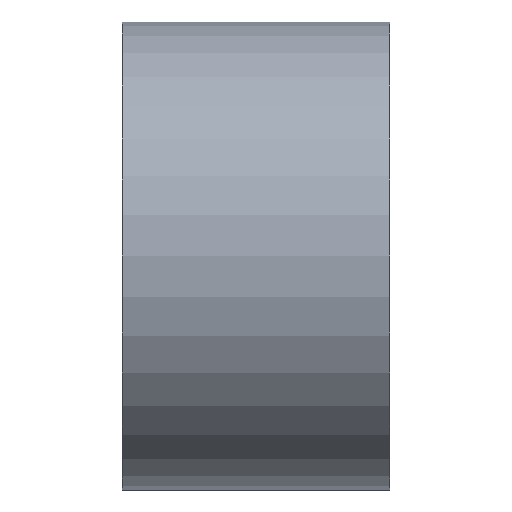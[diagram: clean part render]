
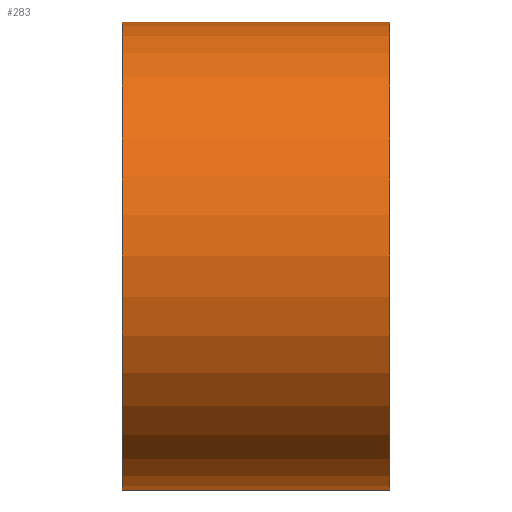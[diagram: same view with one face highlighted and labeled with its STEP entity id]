
A CAD part, front view. The second image highlights one B-rep face of the part: STEP entity #283.
In plain terms, the highlighted cylindrical face has radius 17.5 mm (diameter 35 mm), a partial arc.
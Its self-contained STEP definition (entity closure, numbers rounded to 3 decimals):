
#6 = ORIENTED_EDGE ( 'NONE', *, *, #98, .F. ) ;
#7 = DIRECTION ( 'NONE',  ( -1., 0., 0. ) ) ;
#8 = AXIS2_PLACEMENT_3D ( 'NONE', #353, #387, #201 ) ;
#17 = ORIENTED_EDGE ( 'NONE', *, *, #379, .F. ) ;
#79 = CARTESIAN_POINT ( 'NONE',  ( 20., -17.5, -17.5 ) ) ;
#82 = ORIENTED_EDGE ( 'NONE', *, *, #418, .T. ) ;
#83 = CARTESIAN_POINT ( 'NONE',  ( 0., -17.5, 17.5 ) ) ;
#98 = EDGE_CURVE ( 'NONE', #293, #369, #461, .T. ) ;
#118 = CIRCLE ( 'NONE', #302, 17.5 ) ;
#159 = DIRECTION ( 'NONE',  ( 0., 0., 1. ) ) ;
#160 = VECTOR ( 'NONE', #476, 1000. ) ;
#194 = AXIS2_PLACEMENT_3D ( 'NONE', #229, #459, #159 ) ;
#201 = DIRECTION ( 'NONE',  ( 0., 0., 1. ) ) ;
#202 = VECTOR ( 'NONE', #410, 1000. ) ;
#213 = EDGE_LOOP ( 'NONE', ( #6, #259, #82, #17 ) ) ;
#229 = CARTESIAN_POINT ( 'NONE',  ( 0., -17.5, 0. ) ) ;
#231 = VERTEX_POINT ( 'NONE', #376 ) ;
#234 = CARTESIAN_POINT ( 'NONE',  ( 0., -17.5, 0. ) ) ;
#259 = ORIENTED_EDGE ( 'NONE', *, *, #307, .T. ) ;
#266 = LINE ( 'NONE', #284, #160 ) ;
#277 = DIRECTION ( 'NONE',  ( 0., 0., 1. ) ) ;
#283 = ADVANCED_FACE ( 'NONE', ( #443 ), #456, .T. ) ;
#284 = CARTESIAN_POINT ( 'NONE',  ( 0., -17.5, 17.5 ) ) ;
#293 = VERTEX_POINT ( 'NONE', #79 ) ;
#300 = CARTESIAN_POINT ( 'NONE',  ( 0., -17.5, -17.5 ) ) ;
#302 = AXIS2_PLACEMENT_3D ( 'NONE', #234, #7, #277 ) ;
#307 = EDGE_CURVE ( 'NONE', #293, #231, #362, .T. ) ;
#353 = CARTESIAN_POINT ( 'NONE',  ( 20., -17.5, 0. ) ) ;
#362 = CIRCLE ( 'NONE', #8, 17.5 ) ;
#366 = VERTEX_POINT ( 'NONE', #83 ) ;
#369 = VERTEX_POINT ( 'NONE', #458 ) ;
#376 = CARTESIAN_POINT ( 'NONE',  ( 20., -17.5, 17.5 ) ) ;
#379 = EDGE_CURVE ( 'NONE', #369, #366, #118, .T. ) ;
#387 = DIRECTION ( 'NONE',  ( -1., 0., 0. ) ) ;
#410 = DIRECTION ( 'NONE',  ( -1., 0., 0. ) ) ;
#418 = EDGE_CURVE ( 'NONE', #231, #366, #266, .T. ) ;
#443 = FACE_OUTER_BOUND ( 'NONE', #213, .T. ) ;
#456 = CYLINDRICAL_SURFACE ( 'NONE', #194, 17.5 ) ;
#458 = CARTESIAN_POINT ( 'NONE',  ( 0., -17.5, -17.5 ) ) ;
#459 = DIRECTION ( 'NONE',  ( -1., 0., 0. ) ) ;
#461 = LINE ( 'NONE', #300, #202 ) ;
#476 = DIRECTION ( 'NONE',  ( -1., 0., 0. ) ) ;
